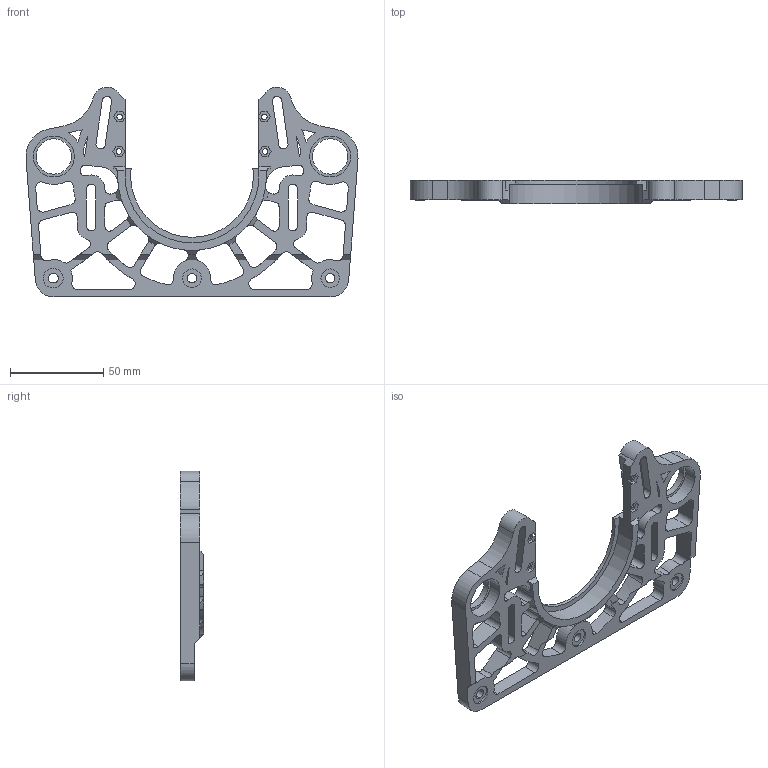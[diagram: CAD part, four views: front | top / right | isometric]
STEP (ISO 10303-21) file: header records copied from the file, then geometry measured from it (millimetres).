
FILE_DESCRIPTION(/* description */ (''),/* implementation_level */ '2;1');
FILE_NAME(/* name */ 'Front plate.step',/* time_stamp */ '2023-01-29T16:08:53+01:00',/* author */ (''),/* organization */ (''),/* preprocessor_version */ 'ST-DEVELOPER v19.2',/* originating_system */ 'Autodesk Translation Framework v11.17.0.187',/* authorisation */ '');
FILE_SCHEMA (('AUTOMOTIVE_DESIGN { 1 0 10303 214 3 1 1 }'));
Length unit declared in the file: millimetre
Products named in the file (1): Front plate
Bounding box: 178.45 x 12.5 x 112.71 mm (x, y, z)
Volume: 60978.5 mm3; surface area: 36705.7 mm2
Topology: 1 solids, 1 shells, 306 faces, 897 edges, 593 vertices
Faces by surface type: plane 152, cylinder 145, cone 9
Full cylindrical faces by diameter (mm): 3 x4, 5 x2, 10 x2, 10.5 x3, 19 x2, 22 x2
Entity records: 10507 total; most frequent: CARTESIAN_POINT 1927, DIRECTION 1821, ORIENTED_EDGE 1794, EDGE_CURVE 897, AXIS2_PLACEMENT_3D 633, VERTEX_POINT 593, LINE 555, VECTOR 555
